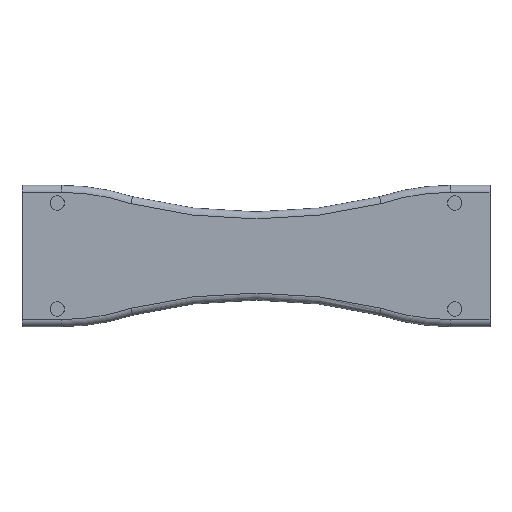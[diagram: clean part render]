
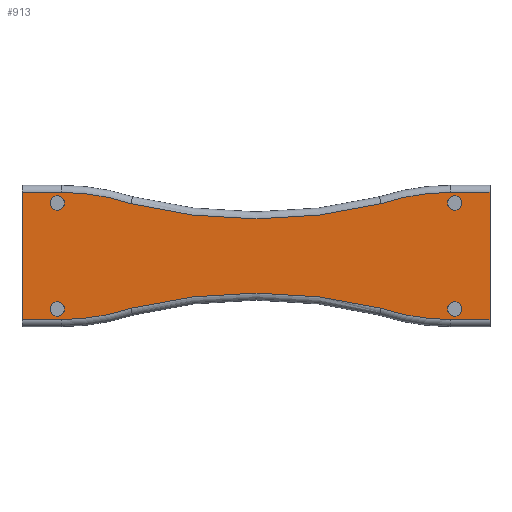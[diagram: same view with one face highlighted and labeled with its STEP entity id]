
A CAD part, top view. The second image highlights one B-rep face of the part: STEP entity #913.
In plain terms, the highlighted planar face has unit normal (0, 0, 1).
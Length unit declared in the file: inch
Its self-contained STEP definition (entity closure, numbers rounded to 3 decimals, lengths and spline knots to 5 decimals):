
#19=FACE_BOUND('',#178,.T.);
#20=FACE_BOUND('',#179,.T.);
#21=FACE_BOUND('',#180,.T.);
#22=FACE_BOUND('',#181,.T.);
#33=PLANE('',#1025);
#119=FACE_OUTER_BOUND('',#177,.T.);
#177=EDGE_LOOP('',(#723,#724,#725,#726,#727,#728,#729,#730,#731,#732,#733,
#734));
#178=EDGE_LOOP('',(#735));
#179=EDGE_LOOP('',(#736));
#180=EDGE_LOOP('',(#737));
#181=EDGE_LOOP('',(#738));
#221=LINE('',#1419,#269);
#233=LINE('',#1501,#281);
#235=LINE('',#1526,#283);
#236=LINE('',#1547,#284);
#237=LINE('',#1587,#285);
#238=LINE('',#1591,#286);
#269=VECTOR('',#1127,0.3937);
#281=VECTOR('',#1193,0.3937);
#283=VECTOR('',#1209,0.3937);
#284=VECTOR('',#1218,0.3937);
#285=VECTOR('',#1237,0.3937);
#286=VECTOR('',#1244,0.3937);
#338=CIRCLE('',#1007,6.3);
#339=CIRCLE('',#1010,14.7);
#341=CIRCLE('',#1014,6.3);
#343=CIRCLE('',#1017,6.3);
#344=CIRCLE('',#1019,14.7);
#346=CIRCLE('',#1023,6.3);
#347=CIRCLE('',#1026,0.203);
#348=CIRCLE('',#1027,0.203);
#349=CIRCLE('',#1028,0.203);
#350=CIRCLE('',#1029,0.203);
#380=VERTEX_POINT('',#1416);
#381=VERTEX_POINT('',#1418);
#399=VERTEX_POINT('',#1498);
#400=VERTEX_POINT('',#1500);
#403=VERTEX_POINT('',#1509);
#404=VERTEX_POINT('',#1511);
#405=VERTEX_POINT('',#1528);
#406=VERTEX_POINT('',#1545);
#407=VERTEX_POINT('',#1551);
#408=VERTEX_POINT('',#1553);
#409=VERTEX_POINT('',#1568);
#410=VERTEX_POINT('',#1585);
#411=VERTEX_POINT('',#1593);
#412=VERTEX_POINT('',#1595);
#413=VERTEX_POINT('',#1597);
#414=VERTEX_POINT('',#1599);
#478=EDGE_CURVE('',#381,#380,#221,.T.);
#508=EDGE_CURVE('',#400,#399,#233,.T.);
#514=EDGE_CURVE('',#403,#404,#338,.T.);
#516=EDGE_CURVE('',#400,#403,#235,.T.);
#517=EDGE_CURVE('',#404,#405,#339,.T.);
#520=EDGE_CURVE('',#406,#380,#236,.T.);
#521=EDGE_CURVE('',#405,#406,#341,.T.);
#523=EDGE_CURVE('',#407,#408,#343,.T.);
#525=EDGE_CURVE('',#408,#409,#344,.T.);
#528=EDGE_CURVE('',#410,#399,#237,.T.);
#529=EDGE_CURVE('',#409,#410,#346,.T.);
#530=EDGE_CURVE('',#381,#407,#238,.T.);
#531=EDGE_CURVE('',#411,#411,#347,.T.);
#532=EDGE_CURVE('',#412,#412,#348,.T.);
#533=EDGE_CURVE('',#413,#413,#349,.T.);
#534=EDGE_CURVE('',#414,#414,#350,.T.);
#723=ORIENTED_EDGE('',*,*,#516,.F.);
#724=ORIENTED_EDGE('',*,*,#508,.T.);
#725=ORIENTED_EDGE('',*,*,#528,.F.);
#726=ORIENTED_EDGE('',*,*,#529,.F.);
#727=ORIENTED_EDGE('',*,*,#525,.F.);
#728=ORIENTED_EDGE('',*,*,#523,.F.);
#729=ORIENTED_EDGE('',*,*,#530,.F.);
#730=ORIENTED_EDGE('',*,*,#478,.T.);
#731=ORIENTED_EDGE('',*,*,#520,.F.);
#732=ORIENTED_EDGE('',*,*,#521,.F.);
#733=ORIENTED_EDGE('',*,*,#517,.F.);
#734=ORIENTED_EDGE('',*,*,#514,.F.);
#735=ORIENTED_EDGE('',*,*,#531,.T.);
#736=ORIENTED_EDGE('',*,*,#532,.T.);
#737=ORIENTED_EDGE('',*,*,#533,.T.);
#738=ORIENTED_EDGE('',*,*,#534,.T.);
#913=ADVANCED_FACE('',(#119,#19,#20,#21,#22),#33,.T.);
#1007=AXIS2_PLACEMENT_3D('',#1512,#1205,#1206);
#1010=AXIS2_PLACEMENT_3D('',#1529,#1212,#1213);
#1014=AXIS2_PLACEMENT_3D('',#1549,#1221,#1222);
#1017=AXIS2_PLACEMENT_3D('',#1554,#1227,#1228);
#1019=AXIS2_PLACEMENT_3D('',#1569,#1231,#1232);
#1023=AXIS2_PLACEMENT_3D('',#1589,#1240,#1241);
#1025=AXIS2_PLACEMENT_3D('',#1592,#1245,#1246);
#1026=AXIS2_PLACEMENT_3D('',#1594,#1247,#1248);
#1027=AXIS2_PLACEMENT_3D('',#1596,#1249,#1250);
#1028=AXIS2_PLACEMENT_3D('',#1598,#1251,#1252);
#1029=AXIS2_PLACEMENT_3D('',#1600,#1253,#1254);
#1127=DIRECTION('',(0.,1.,0.));
#1193=DIRECTION('',(0.,-1.,0.));
#1205=DIRECTION('center_axis',(0.,0.,-1.));
#1206=DIRECTION('ref_axis',(0.158,0.987,0.));
#1209=DIRECTION('',(1.,0.,0.));
#1212=DIRECTION('center_axis',(0.,0.,1.));
#1213=DIRECTION('ref_axis',(0.,-1.,0.));
#1218=DIRECTION('',(1.,0.,0.));
#1221=DIRECTION('center_axis',(0.,0.,-1.));
#1222=DIRECTION('ref_axis',(-0.158,0.987,0.));
#1227=DIRECTION('center_axis',(0.,0.,-1.));
#1228=DIRECTION('ref_axis',(-0.158,-0.987,0.));
#1231=DIRECTION('center_axis',(0.,0.,1.));
#1232=DIRECTION('ref_axis',(0.,1.,0.));
#1237=DIRECTION('',(-1.,0.,0.));
#1240=DIRECTION('center_axis',(0.,0.,-1.));
#1241=DIRECTION('ref_axis',(0.158,-0.987,0.));
#1244=DIRECTION('',(-1.,0.,0.));
#1245=DIRECTION('center_axis',(0.,0.,1.));
#1246=DIRECTION('ref_axis',(1.,0.,0.));
#1247=DIRECTION('center_axis',(0.,0.,-1.));
#1248=DIRECTION('ref_axis',(1.,0.,0.));
#1249=DIRECTION('center_axis',(0.,0.,-1.));
#1250=DIRECTION('ref_axis',(1.,0.,0.));
#1251=DIRECTION('center_axis',(0.,0.,-1.));
#1252=DIRECTION('ref_axis',(1.,0.,0.));
#1253=DIRECTION('center_axis',(0.,0.,-1.));
#1254=DIRECTION('ref_axis',(1.,0.,0.));
#1416=CARTESIAN_POINT('',(4.80434,1.47579,0.75));
#1418=CARTESIAN_POINT('',(4.80434,-2.12421,0.75));
#1419=CARTESIAN_POINT('',(4.80434,1.67579,0.75));
#1498=CARTESIAN_POINT('',(-8.44566,-2.12421,0.75));
#1500=CARTESIAN_POINT('',(-8.44566,1.47579,0.75));
#1501=CARTESIAN_POINT('',(-8.44566,1.67579,0.75));
#1509=CARTESIAN_POINT('',(-7.33566,1.47579,0.75));
#1511=CARTESIAN_POINT('',(-5.36297,1.15898,0.75));
#1512=CARTESIAN_POINT('Origin',(-7.33566,-4.82421,0.75));
#1526=CARTESIAN_POINT('',(-4.57816,1.47579,0.75));
#1528=CARTESIAN_POINT('',(1.72164,1.15898,0.75));
#1529=CARTESIAN_POINT('Origin',(-1.82066,15.42579,0.75));
#1545=CARTESIAN_POINT('',(3.69434,1.47579,0.75));
#1547=CARTESIAN_POINT('',(1.49184,1.47579,0.75));
#1549=CARTESIAN_POINT('Origin',(3.69434,-4.82421,0.75));
#1551=CARTESIAN_POINT('',(3.69434,-2.12421,0.75));
#1553=CARTESIAN_POINT('',(1.72164,-1.80739,0.75));
#1554=CARTESIAN_POINT('Origin',(3.69434,4.17579,0.75));
#1568=CARTESIAN_POINT('',(-5.36297,-1.80739,0.75));
#1569=CARTESIAN_POINT('Origin',(-1.82066,-16.07421,0.75));
#1585=CARTESIAN_POINT('',(-7.33566,-2.12421,0.75));
#1587=CARTESIAN_POINT('',(-5.13316,-2.12421,0.75));
#1589=CARTESIAN_POINT('Origin',(-7.33566,4.17579,0.75));
#1591=CARTESIAN_POINT('',(0.93684,-2.12421,0.75));
#1592=CARTESIAN_POINT('Origin',(-1.82066,-0.32421,0.75));
#1593=CARTESIAN_POINT('',(3.60134,1.17579,0.75));
#1594=CARTESIAN_POINT('Origin',(3.80434,1.17579,0.75));
#1595=CARTESIAN_POINT('',(-7.64866,1.17579,0.75));
#1596=CARTESIAN_POINT('Origin',(-7.44566,1.17579,0.75));
#1597=CARTESIAN_POINT('',(3.60134,-1.82421,0.75));
#1598=CARTESIAN_POINT('Origin',(3.80434,-1.82421,0.75));
#1599=CARTESIAN_POINT('',(-7.64866,-1.82421,0.75));
#1600=CARTESIAN_POINT('Origin',(-7.44566,-1.82421,0.75));
